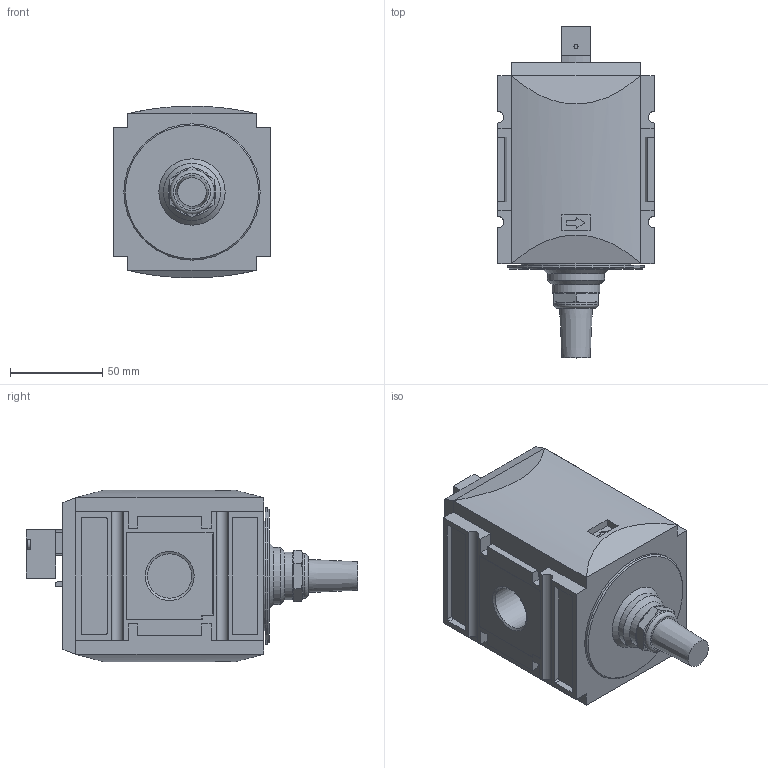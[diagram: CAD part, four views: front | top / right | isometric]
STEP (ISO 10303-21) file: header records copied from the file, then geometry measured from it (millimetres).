
FILE_DESCRIPTION(/* description */ ('STEP AP214'),/* implementation_level */ '2;1');
FILE_NAME(/* name */ '035211',/* time_stamp */ '2024-11-21T08:09:28+01:00',/* author */ ('License CC BY-ND 4.0'),/* organization */ ('CADENAS'),/* preprocessor_version */ 'ST-DEVELOPER v19.3',/* originating_system */ 'PARTsolutions',/* authorisation */ ' ');
FILE_SCHEMA (('AUTOMOTIVE_DESIGN {1 0 10303 214 3 1 1}'));
Length unit declared in the file: millimetre
Products named in the file (4): 035211; FU 975G 3/4000-1; pneumatisch betaetigt; 567-4/M_2_G1/2
Assembly tree (3 placements, depth 2):
  035211
    FU 975G 3/4000-1
    pneumatisch betaetigt
    567-4/M_2_G1/2
Bounding box: 85 x 180.3 x 93.24 mm (x, y, z)
Volume: 782271.9 mm3; surface area: 77301.8 mm2
Topology: 3 solids, 3 shells, 352 faces, 893 edges, 584 vertices
Faces by surface type: plane 205, cylinder 116, cone 27, torus 4
Full cylindrical faces by diameter (mm): 2 x3, 2.2 x4, 2.459 x2, 3 x2, 5.3 x2, 8.566 x1, 18 x1, 18.631 x1, 20.955 x1, 24 x1, 24.117 x2, 26 x1, 31 x1, 50 x1, 50.7 x1, 60 x1, 74 x1
Entity records: 12621 total; most frequent: CARTESIAN_POINT 1837, DIRECTION 1790, ORIENTED_EDGE 1668, EDGE_CURVE 834, AXIS2_PLACEMENT_3D 626, VERTEX_POINT 569, LINE 538, VECTOR 538
